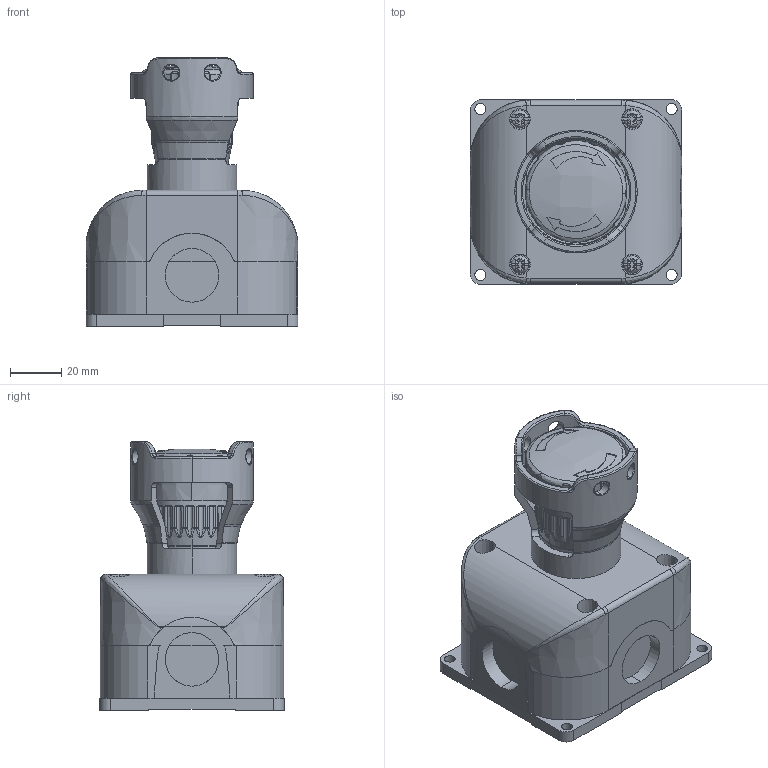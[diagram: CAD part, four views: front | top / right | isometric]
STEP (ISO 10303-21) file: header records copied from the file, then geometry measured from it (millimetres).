
FILE_DESCRIPTION (( 'STEP AP203' ), '1' );
FILE_NAME ('SB115-105-G.step', '2025-02-06T16:40:37', ( '' ), ( '' ), 'SwSTEP 2.0', 'SolidWorks 2024', '' );
FILE_SCHEMA (( 'CONFIG_CONTROL_DESIGN' ));
Length unit declared in the file: inch
Products named in the file (1): SB115-105-G
Bounding box: 83 x 72.29 x 105.3 mm (x, y, z)
Volume: 247992.1 mm3; surface area: 79307.8 mm2
Topology: 6 solids, 6 shells, 1015 faces, 2713 edges, 1729 vertices
Faces by surface type: plane 375, bspline 333, cylinder 226, cone 81
Entity records: 47410 total; most frequent: CARTESIAN_POINT 25131, ORIENTED_EDGE 5426, DIRECTION 3454, EDGE_CURVE 2713, VERTEX_POINT 1729, AXIS2_PLACEMENT_3D 1222, EDGE_LOOP 1068, B_SPLINE_CURVE_WITH_KNOTS 1032
